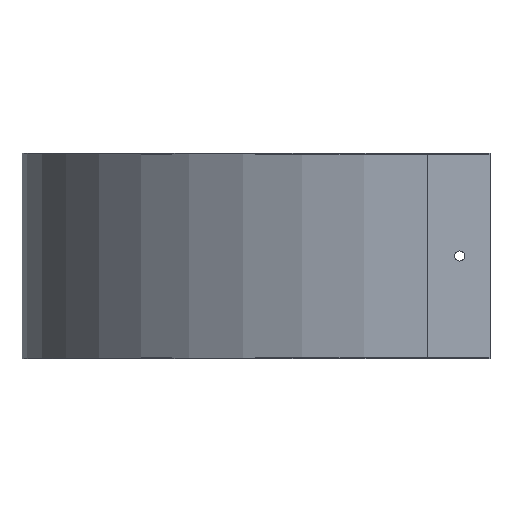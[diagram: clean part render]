
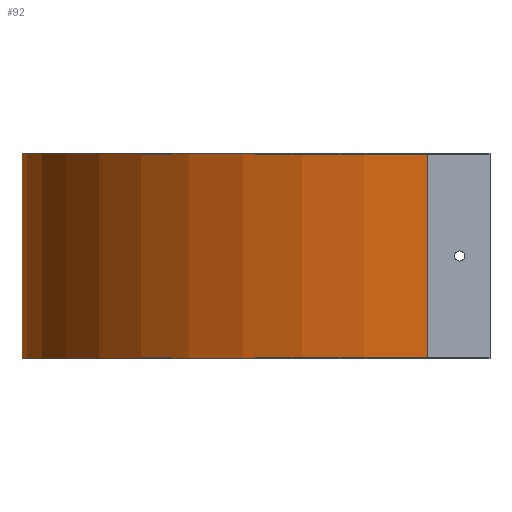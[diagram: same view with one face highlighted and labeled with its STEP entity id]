
A CAD part, left-side view. The second image highlights one B-rep face of the part: STEP entity #92.
In plain terms, the highlighted cylindrical face has radius 200.8 mm (diameter 401.6 mm), a partial arc.
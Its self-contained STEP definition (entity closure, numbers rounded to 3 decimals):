
#1 = DIRECTION ( 'NONE',  ( 0., 0., 1. ) ) ;
#20 = DIRECTION ( 'NONE',  ( 1., 0., 0. ) ) ;
#55 = CARTESIAN_POINT ( 'NONE',  ( 200., 31., -101.2 ) ) ;
#74 = CARTESIAN_POINT ( 'NONE',  ( 200., 231.8, -101.2 ) ) ;
#92 = ADVANCED_FACE ( 'NONE', ( #242 ), #238, .T. ) ;
#155 = CIRCLE ( 'NONE', #505, 200.8 ) ;
#156 = VECTOR ( 'NONE', #550, 1000. ) ;
#159 = LINE ( 'NONE', #573, #156 ) ;
#180 = VECTOR ( 'NONE', #580, 1000. ) ;
#183 = LINE ( 'NONE', #592, #180 ) ;
#191 = CIRCLE ( 'NONE', #509, 200.8 ) ;
#238 = CYLINDRICAL_SURFACE ( 'NONE', #443, 200.8 ) ;
#242 = FACE_OUTER_BOUND ( 'NONE', #422, .T. ) ;
#267 = VERTEX_POINT ( 'NONE', #74 ) ;
#276 = VERTEX_POINT ( 'NONE', #693 ) ;
#289 = VERTEX_POINT ( 'NONE', #689 ) ;
#290 = VERTEX_POINT ( 'NONE', #690 ) ;
#390 = ORIENTED_EDGE ( 'NONE', *, *, #513, .T. ) ;
#391 = ORIENTED_EDGE ( 'NONE', *, *, #517, .F. ) ;
#392 = ORIENTED_EDGE ( 'NONE', *, *, #533, .F. ) ;
#393 = ORIENTED_EDGE ( 'NONE', *, *, #531, .T. ) ;
#422 = EDGE_LOOP ( 'NONE', ( #390, #391, #392, #393 ) ) ;
#443 = AXIS2_PLACEMENT_3D ( 'NONE', #55, #1, #20 ) ;
#505 = AXIS2_PLACEMENT_3D ( 'NONE', #546, #545, #544 ) ;
#509 = AXIS2_PLACEMENT_3D ( 'NONE', #616, #613, #612 ) ;
#513 = EDGE_CURVE ( 'NONE', #289, #290, #191, .T. ) ;
#517 = EDGE_CURVE ( 'NONE', #267, #290, #183, .T. ) ;
#531 = EDGE_CURVE ( 'NONE', #276, #289, #159, .T. ) ;
#533 = EDGE_CURVE ( 'NONE', #276, #267, #155, .T. ) ;
#544 = DIRECTION ( 'NONE',  ( 1., 0., 0. ) ) ;
#545 = DIRECTION ( 'NONE',  ( 0., 0., -1. ) ) ;
#546 = CARTESIAN_POINT ( 'NONE',  ( 200., 31., -101.2 ) ) ;
#550 = DIRECTION ( 'NONE',  ( 0., 0., 1. ) ) ;
#573 = CARTESIAN_POINT ( 'NONE',  ( -0.8, 31., -101.2 ) ) ;
#580 = DIRECTION ( 'NONE',  ( 0., 0., 1. ) ) ;
#592 = CARTESIAN_POINT ( 'NONE',  ( 200., 231.8, -101.2 ) ) ;
#612 = DIRECTION ( 'NONE',  ( 1., 0., 0. ) ) ;
#613 = DIRECTION ( 'NONE',  ( 0., 0., -1. ) ) ;
#616 = CARTESIAN_POINT ( 'NONE',  ( 200., 31., 0.8 ) ) ;
#689 = CARTESIAN_POINT ( 'NONE',  ( -0.8, 31., 0.8 ) ) ;
#690 = CARTESIAN_POINT ( 'NONE',  ( 200., 231.8, 0.8 ) ) ;
#693 = CARTESIAN_POINT ( 'NONE',  ( -0.8, 31., -101.2 ) ) ;
